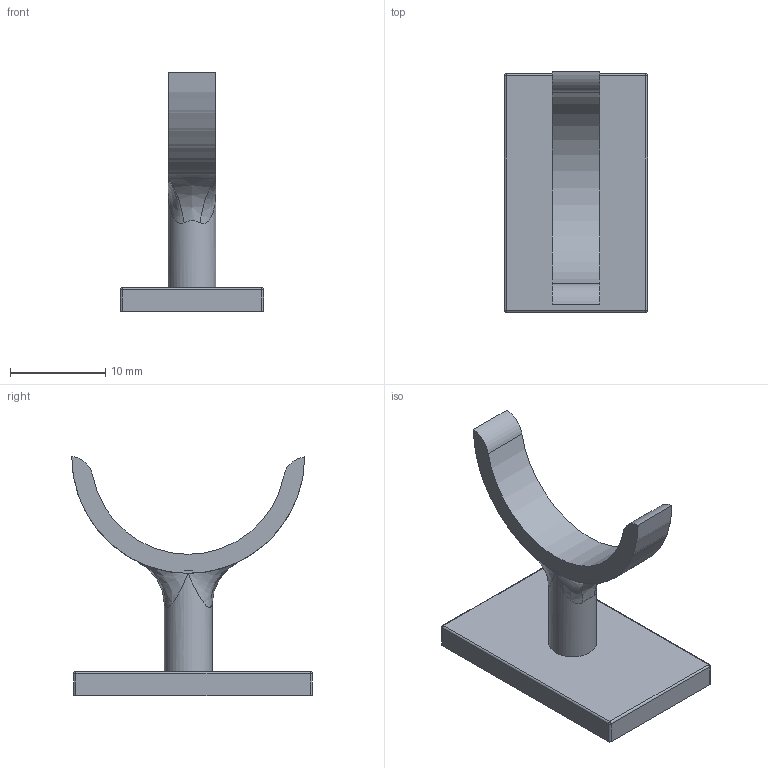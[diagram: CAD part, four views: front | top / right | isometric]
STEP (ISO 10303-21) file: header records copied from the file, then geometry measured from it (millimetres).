
FILE_DESCRIPTION(('HOOPS Exchange Step'),'2;1');
FILE_NAME('temp_export','2022-08-07T10:38:28+02:00',('asadu'),('Shapr3D Limited'),'HOOPS Exchange 2022.0','Shapr3D','Authorized');
FILE_SCHEMA( ('AP203_CONFIGURATION_CONTROLLED_3D_DESIGN_OF_MECHANICAL_PARTS_AND_ASSEMBLIES_MIM_LF') );
Length unit declared in the file: millimetre
Products named in the file (3): Individual parts; Shaft Holder; root
Assembly tree (2 placements, depth 3):
  root
    Shaft Holder
      Individual parts
Bounding box: 15 x 25.2 x 25.06 mm (x, y, z)
Volume: 3038.9 mm3; surface area: 3252.5 mm2
Topology: 4 solids, 4 shells, 59 faces, 136 edges, 73 vertices
Faces by surface type: cylinder 27, plane 17, sphere 9, bspline 6
Full cylindrical faces by diameter (mm): 5 x2
Entity records: 3631 total; most frequent: CARTESIAN_POINT 2296, DIRECTION 292, ORIENTED_EDGE 246, EDGE_CURVE 123, AXIS2_PLACEMENT_3D 121, VERTEX_POINT 73, CIRCLE 65, EDGE_LOOP 60
